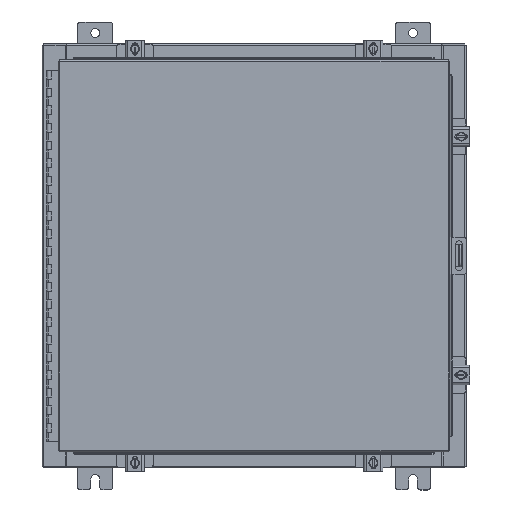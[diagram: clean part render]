
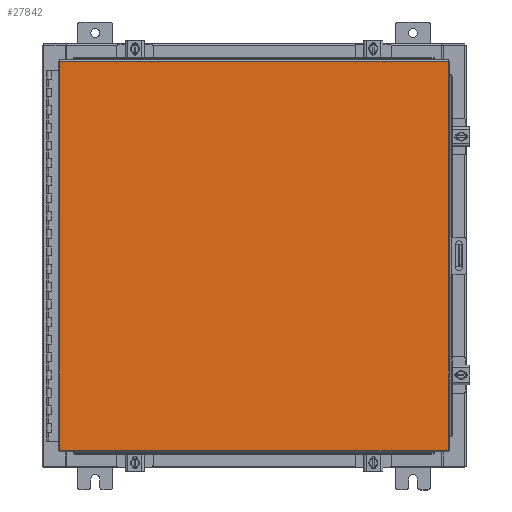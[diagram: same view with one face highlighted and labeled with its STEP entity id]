
A CAD part, top view. The second image highlights one B-rep face of the part: STEP entity #27842.
In plain terms, the highlighted planar face has unit normal (0, 0, 1).
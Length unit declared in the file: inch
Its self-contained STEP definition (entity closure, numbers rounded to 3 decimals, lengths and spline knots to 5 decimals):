
#956 = LINE ( 'NONE', #20907, #15222 ) ;
#1829 = EDGE_CURVE ( 'NONE', #32157, #7481, #31591, .T. ) ;
#1946 = VECTOR ( 'NONE', #18696, 39.37008 ) ;
#3653 = EDGE_CURVE ( 'NONE', #12004, #32157, #21511, .T. ) ;
#5807 = DIRECTION ( 'NONE',  ( 0., -1., 0. ) ) ;
#6676 = CARTESIAN_POINT ( 'NONE',  ( -10.9903, 11.0063, 0. ) ) ;
#7279 = EDGE_CURVE ( 'NONE', #13086, #12004, #12311, .T. ) ;
#7481 = VERTEX_POINT ( 'NONE', #6676 ) ;
#7490 = ORIENTED_EDGE ( 'NONE', *, *, #1829, .T. ) ;
#7947 = CARTESIAN_POINT ( 'NONE',  ( 10.9903, 11.0063, 0. ) ) ;
#10793 = EDGE_CURVE ( 'NONE', #7481, #13086, #956, .T. ) ;
#12004 = VERTEX_POINT ( 'NONE', #30317 ) ;
#12311 = LINE ( 'NONE', #16377, #1946 ) ;
#13086 = VERTEX_POINT ( 'NONE', #32478 ) ;
#15222 = VECTOR ( 'NONE', #5807, 39.37008 ) ;
#15476 = EDGE_LOOP ( 'NONE', ( #26778, #17790, #7490, #27612 ) ) ;
#16079 = CARTESIAN_POINT ( 'NONE',  ( 10.9903, 11.0063, 0. ) ) ;
#16377 = CARTESIAN_POINT ( 'NONE',  ( -10.9903, -11.0063, 0. ) ) ;
#17790 = ORIENTED_EDGE ( 'NONE', *, *, #3653, .T. ) ;
#18306 = VECTOR ( 'NONE', #23336, 39.37008 ) ;
#18696 = DIRECTION ( 'NONE',  ( 1., 0., 0. ) ) ;
#20748 = DIRECTION ( 'NONE',  ( 0., 1., 0. ) ) ;
#20907 = CARTESIAN_POINT ( 'NONE',  ( -10.9903, 11.0063, 0. ) ) ;
#21511 = LINE ( 'NONE', #29003, #28942 ) ;
#23336 = DIRECTION ( 'NONE',  ( -1., 0., 0. ) ) ;
#26464 = DIRECTION ( 'NONE',  ( -1., 0., 0. ) ) ;
#26634 = FACE_OUTER_BOUND ( 'NONE', #15476, .T. ) ;
#26765 = AXIS2_PLACEMENT_3D ( 'NONE', #31249, #28740, #26464 ) ;
#26778 = ORIENTED_EDGE ( 'NONE', *, *, #7279, .T. ) ;
#27612 = ORIENTED_EDGE ( 'NONE', *, *, #10793, .T. ) ;
#27842 = ADVANCED_FACE ( 'NONE', ( #26634 ), #28840, .F. ) ;
#28740 = DIRECTION ( 'NONE',  ( 0., 0., -1. ) ) ;
#28840 = PLANE ( 'NONE',  #26765 ) ;
#28942 = VECTOR ( 'NONE', #20748, 39.37008 ) ;
#29003 = CARTESIAN_POINT ( 'NONE',  ( 10.9903, -11.0063, 0. ) ) ;
#30317 = CARTESIAN_POINT ( 'NONE',  ( 10.9903, -11.0063, 0. ) ) ;
#31249 = CARTESIAN_POINT ( 'NONE',  ( 0., 0., 0. ) ) ;
#31591 = LINE ( 'NONE', #7947, #18306 ) ;
#32157 = VERTEX_POINT ( 'NONE', #16079 ) ;
#32478 = CARTESIAN_POINT ( 'NONE',  ( -10.9903, -11.0063, 0. ) ) ;
